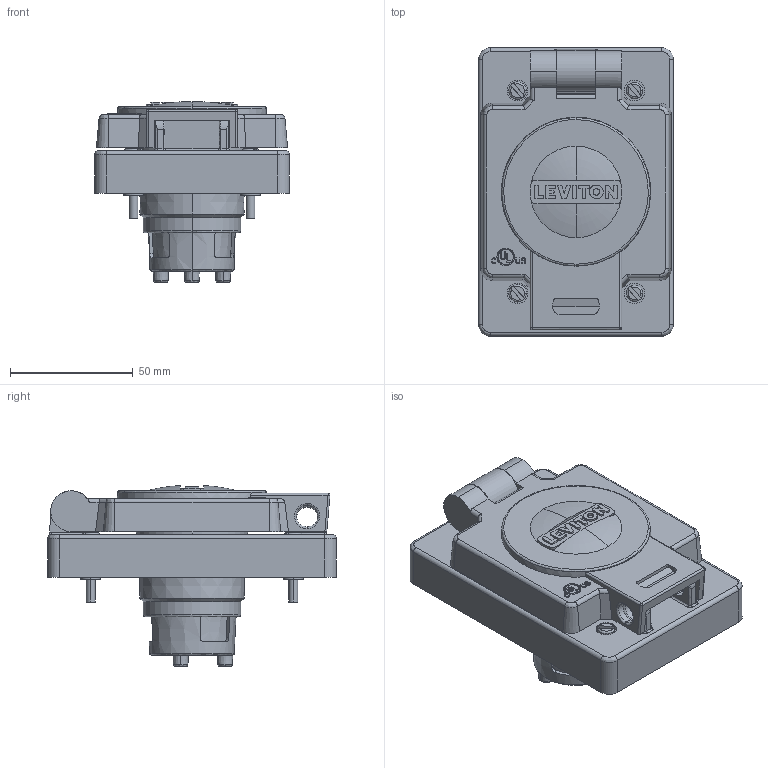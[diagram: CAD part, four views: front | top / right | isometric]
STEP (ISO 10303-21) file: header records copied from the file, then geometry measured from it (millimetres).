
FILE_DESCRIPTION (( 'STEP AP214' ), '1' );
FILE_NAME ('CATSTD-68W81-00X-M01.STEP', '2022-11-04T15:21:23', ( '' ), ( '' ), 'SwSTEP 2.0', 'SolidWorks 2020', '' );
FILE_SCHEMA (( 'AUTOMOTIVE_DESIGN' ));
Length unit declared in the file: inch
Products named in the file (1): CATSTD-68W81-00X-M01
Bounding box: 79.38 x 117.47 x 73.73 mm (x, y, z)
Volume: 294787.9 mm3; surface area: 51007.2 mm2
Topology: 1 solids, 1 shells, 527 faces, 1419 edges, 936 vertices
Faces by surface type: plane 225, cylinder 209, bspline 68, cone 21, torus 4
Entity records: 29787 total; most frequent: CARTESIAN_POINT 10784, ORIENTED_EDGE 2832, DIRECTION 2021, EDGE_CURVE 1416, VERTEX_POINT 936, LINE 703, VECTOR 703, AXIS2_PLACEMENT_3D 659
